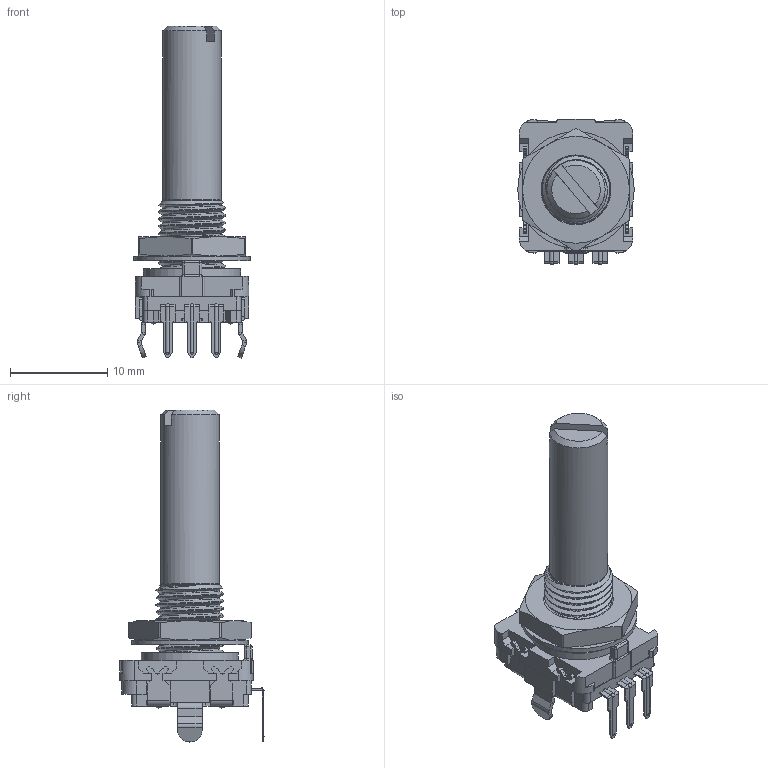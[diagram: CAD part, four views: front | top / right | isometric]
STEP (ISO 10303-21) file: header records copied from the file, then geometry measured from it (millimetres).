
FILE_DESCRIPTION(('STEP AP214'), '1');
FILE_NAME('EC11B-Vert-R', '', ('UNSPECIFIED'), ('UNSPECIFIED'), 'ASCON STEP Converter 1.6', 'ASCON Math Kernel', '');
FILE_SCHEMA(('AUTOMOTIVE_DESIGN { 1 0 10303 214 3 1 1}'));
Length unit declared in the file: millimetre
Assembly tree (3 placements, depth 2):
  (unnamed)
    (unnamed)
    (unnamed)
    (unnamed)
Bounding box: 12 x 14.93 x 34.2 mm (x, y, z)
Volume: 1627.6 mm3; surface area: 2593.4 mm2
Topology: 9 solids, 9 shells, 555 faces, 1464 edges, 924 vertices
Faces by surface type: plane 354, cylinder 140, torus 18, sphere 18, cone 17, bspline 8
Full cylindrical faces by diameter (mm): 0.5 x2, 5 x2, 6 x1, 7.2 x1, 10 x1, 12 x1
Entity records: 31980 total; most frequent: CARTESIAN_POINT 13705, ORIENTED_EDGE 2834, DIRECTION 2773, EDGE_CURVE 1417, LINE 1023, VECTOR 1023, VERTEX_POINT 912, AXIS2_PLACEMENT_3D 875
